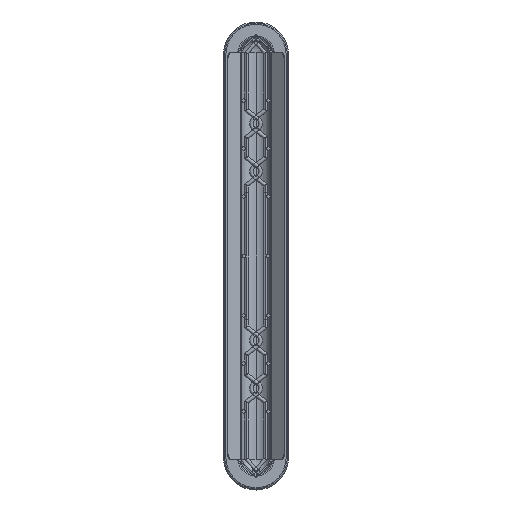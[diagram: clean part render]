
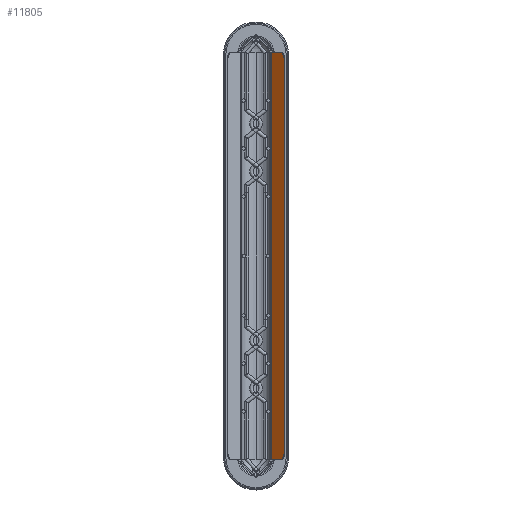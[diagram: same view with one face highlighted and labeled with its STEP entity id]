
A CAD part, left-side view. The second image highlights one B-rep face of the part: STEP entity #11805.
In plain terms, the highlighted planar face has unit normal (-0.766, 0.643, 0).
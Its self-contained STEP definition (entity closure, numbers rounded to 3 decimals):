
#5603 = EDGE_CURVE ( 'NONE', #56755, #17319, #34232, .T. ) ;
#6717 = VERTEX_POINT ( 'NONE', #87222 ) ;
#6874 = DIRECTION ( 'NONE',  ( 0.766, -0.643, 0. ) ) ;
#6901 = CARTESIAN_POINT ( 'NONE',  ( -2019.428, -19.66, -166. ) ) ;
#7160 = CARTESIAN_POINT ( 'NONE',  ( -2022.642, -23.491, -166. ) ) ;
#8404 = ORIENTED_EDGE ( 'NONE', *, *, #78513, .T. ) ;
#11805 = ADVANCED_FACE ( 'NONE', ( #31022 ), #80496, .F. ) ;
#12305 = DIRECTION ( 'NONE',  ( 0., 0., -1. ) ) ;
#12710 = DIRECTION ( 'NONE',  ( 0., 0., -1. ) ) ;
#17047 = EDGE_CURVE ( 'NONE', #53617, #78066, #34075, .T. ) ;
#17319 = VERTEX_POINT ( 'NONE', #7160 ) ;
#23510 = DIRECTION ( 'NONE',  ( 0.643, 0.766, 0. ) ) ;
#25773 = EDGE_LOOP ( 'NONE', ( #37446, #60534, #90279, #68389, #8404, #87706 ) ) ;
#26951 = AXIS2_PLACEMENT_3D ( 'NONE', #104553, #86290, #63642 ) ;
#28039 = VECTOR ( 'NONE', #106190, 1000. ) ;
#28510 = CARTESIAN_POINT ( 'NONE',  ( -2022.642, -23.491, -171. ) ) ;
#29826 = VECTOR ( 'NONE', #12305, 1000. ) ;
#31022 = FACE_OUTER_BOUND ( 'NONE', #25773, .T. ) ;
#31974 = CARTESIAN_POINT ( 'NONE',  ( -2022.642, -23.491, 171. ) ) ;
#32857 = EDGE_CURVE ( 'NONE', #56515, #78066, #83620, .T. ) ;
#34075 = LINE ( 'NONE', #31974, #28039 ) ;
#34232 = CIRCLE ( 'NONE', #94353, 5. ) ;
#37446 = ORIENTED_EDGE ( 'NONE', *, *, #104509, .F. ) ;
#37995 = DIRECTION ( 'NONE',  ( 0.643, 0.766, 0. ) ) ;
#38527 = CARTESIAN_POINT ( 'NONE',  ( -2022.642, -23.491, 171. ) ) ;
#40885 = EDGE_CURVE ( 'NONE', #53617, #6717, #102092, .T. ) ;
#48550 = VECTOR ( 'NONE', #59681, 1000. ) ;
#49110 = CARTESIAN_POINT ( 'NONE',  ( -2019.428, -19.66, 171. ) ) ;
#50656 = CARTESIAN_POINT ( 'NONE',  ( -2019.428, -19.66, -171. ) ) ;
#53617 = VERTEX_POINT ( 'NONE', #78804 ) ;
#56515 = VERTEX_POINT ( 'NONE', #84649 ) ;
#56755 = VERTEX_POINT ( 'NONE', #50656 ) ;
#59681 = DIRECTION ( 'NONE',  ( -0.643, -0.766, 0. ) ) ;
#60534 = ORIENTED_EDGE ( 'NONE', *, *, #32857, .T. ) ;
#63642 = DIRECTION ( 'NONE',  ( 0.643, 0.766, 0. ) ) ;
#65494 = VECTOR ( 'NONE', #12710, 1000. ) ;
#68389 = ORIENTED_EDGE ( 'NONE', *, *, #40885, .T. ) ;
#69381 = LINE ( 'NONE', #28510, #48550 ) ;
#71904 = DIRECTION ( 'NONE',  ( -0.766, 0.643, 0. ) ) ;
#78066 = VERTEX_POINT ( 'NONE', #49110 ) ;
#78513 = EDGE_CURVE ( 'NONE', #6717, #56755, #69381, .T. ) ;
#78804 = CARTESIAN_POINT ( 'NONE',  ( -2013.599, -12.714, 171. ) ) ;
#80496 = PLANE ( 'NONE',  #89136 ) ;
#83620 = CIRCLE ( 'NONE', #26951, 5. ) ;
#84649 = CARTESIAN_POINT ( 'NONE',  ( -2022.642, -23.491, 166. ) ) ;
#86290 = DIRECTION ( 'NONE',  ( -0.766, 0.643, 0. ) ) ;
#86373 = CARTESIAN_POINT ( 'NONE',  ( -2022.642, -23.491, 171. ) ) ;
#87222 = CARTESIAN_POINT ( 'NONE',  ( -2013.599, -12.714, -171. ) ) ;
#87706 = ORIENTED_EDGE ( 'NONE', *, *, #5603, .T. ) ;
#89136 = AXIS2_PLACEMENT_3D ( 'NONE', #38527, #6874, #37995 ) ;
#90279 = ORIENTED_EDGE ( 'NONE', *, *, #17047, .F. ) ;
#94353 = AXIS2_PLACEMENT_3D ( 'NONE', #6901, #71904, #23510 ) ;
#95483 = LINE ( 'NONE', #86373, #65494 ) ;
#100504 = CARTESIAN_POINT ( 'NONE',  ( -2013.599, -12.714, 171. ) ) ;
#102092 = LINE ( 'NONE', #100504, #29826 ) ;
#104509 = EDGE_CURVE ( 'NONE', #56515, #17319, #95483, .T. ) ;
#104553 = CARTESIAN_POINT ( 'NONE',  ( -2019.428, -19.66, 166. ) ) ;
#106190 = DIRECTION ( 'NONE',  ( -0.643, -0.766, 0. ) ) ;
